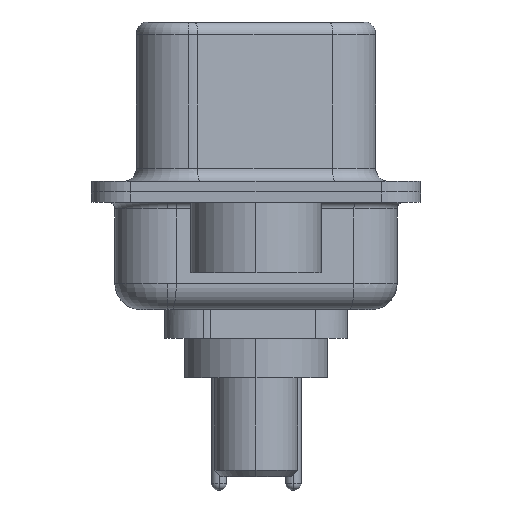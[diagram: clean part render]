
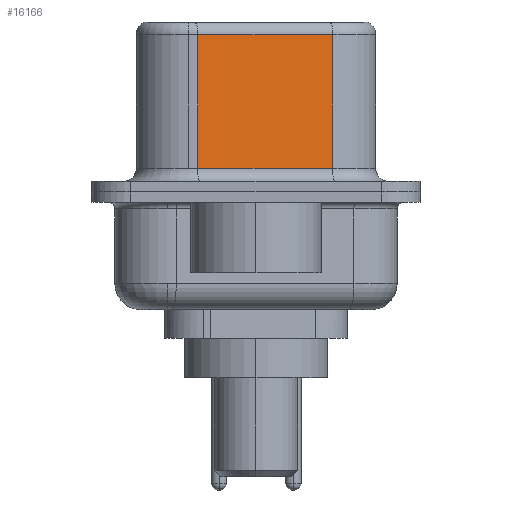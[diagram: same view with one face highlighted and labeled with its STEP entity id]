
A CAD part, left-side view. The second image highlights one B-rep face of the part: STEP entity #16166.
In plain terms, the highlighted planar face has unit normal (-0.985, -0.174, 0).
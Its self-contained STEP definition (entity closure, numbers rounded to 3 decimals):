
#381 = CARTESIAN_POINT ( 'NONE',  ( 4.585, -2.927, 0.9 ) ) ;
#631 = DIRECTION ( 'NONE',  ( 0.174, -0.985, 0. ) ) ;
#739 = EDGE_CURVE ( 'NONE', #14081, #2000, #17146, .T. ) ;
#2000 = VERTEX_POINT ( 'NONE', #16321 ) ;
#2302 = CARTESIAN_POINT ( 'NONE',  ( 4.585, -2.927, 6.02 ) ) ;
#2560 = EDGE_CURVE ( 'NONE', #4048, #14528, #12186, .T. ) ;
#2581 = EDGE_CURVE ( 'NONE', #14081, #14528, #4613, .T. ) ;
#4048 = VERTEX_POINT ( 'NONE', #5535 ) ;
#4371 = DIRECTION ( 'NONE',  ( 0.985, 0.174, 0. ) ) ;
#4403 = CARTESIAN_POINT ( 'NONE',  ( 4.585, -2.927, 0.9 ) ) ;
#4613 = LINE ( 'NONE', #5969, #7769 ) ;
#4662 = LINE ( 'NONE', #6244, #14865 ) ;
#5001 = DIRECTION ( 'NONE',  ( -0.174, 0.985, 0. ) ) ;
#5535 = CARTESIAN_POINT ( 'NONE',  ( 3.675, 2.233, 0.9 ) ) ;
#5665 = PLANE ( 'NONE',  #13721 ) ;
#5969 = CARTESIAN_POINT ( 'NONE',  ( 4.585, -2.927, 6.52 ) ) ;
#6244 = CARTESIAN_POINT ( 'NONE',  ( 3.675, 2.233, 6.52 ) ) ;
#7043 = CARTESIAN_POINT ( 'NONE',  ( 4.585, -2.927, 6.52 ) ) ;
#7185 = DIRECTION ( 'NONE',  ( 0., 0., -1. ) ) ;
#7769 = VECTOR ( 'NONE', #7185, 1000. ) ;
#8219 = VECTOR ( 'NONE', #631, 1000. ) ;
#8434 = DIRECTION ( 'NONE',  ( -0.174, 0.985, 0. ) ) ;
#10157 = ORIENTED_EDGE ( 'NONE', *, *, #2581, .F. ) ;
#10356 = VECTOR ( 'NONE', #5001, 1000. ) ;
#11325 = CARTESIAN_POINT ( 'NONE',  ( 4.585, -2.927, 6.02 ) ) ;
#11586 = ORIENTED_EDGE ( 'NONE', *, *, #739, .T. ) ;
#11627 = DIRECTION ( 'NONE',  ( 0., 0., -1. ) ) ;
#12186 = LINE ( 'NONE', #4403, #8219 ) ;
#12374 = EDGE_CURVE ( 'NONE', #2000, #4048, #4662, .T. ) ;
#13450 = EDGE_LOOP ( 'NONE', ( #10157, #11586, #13479, #14190 ) ) ;
#13479 = ORIENTED_EDGE ( 'NONE', *, *, #12374, .T. ) ;
#13721 = AXIS2_PLACEMENT_3D ( 'NONE', #7043, #4371, #8434 ) ;
#14081 = VERTEX_POINT ( 'NONE', #11325 ) ;
#14190 = ORIENTED_EDGE ( 'NONE', *, *, #2560, .T. ) ;
#14273 = FACE_OUTER_BOUND ( 'NONE', #13450, .T. ) ;
#14528 = VERTEX_POINT ( 'NONE', #381 ) ;
#14865 = VECTOR ( 'NONE', #11627, 1000. ) ;
#16166 = ADVANCED_FACE ( 'NONE', ( #14273 ), #5665, .F. ) ;
#16321 = CARTESIAN_POINT ( 'NONE',  ( 3.675, 2.233, 6.02 ) ) ;
#17146 = LINE ( 'NONE', #2302, #10356 ) ;
